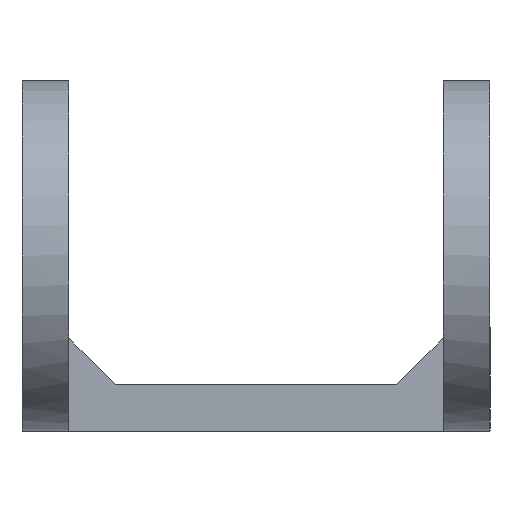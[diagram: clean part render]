
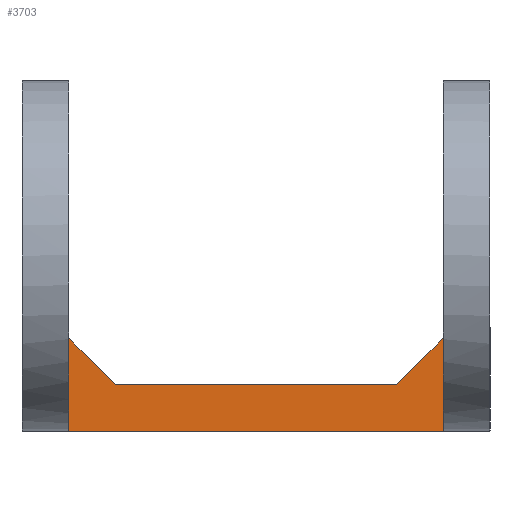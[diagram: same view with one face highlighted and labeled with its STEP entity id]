
A CAD part, left-side view. The second image highlights one B-rep face of the part: STEP entity #3703.
In plain terms, the highlighted planar face has unit normal (-1, 0, 0).
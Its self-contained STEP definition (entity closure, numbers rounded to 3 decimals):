
#619 = VERTEX_POINT('',#620);
#620 = CARTESIAN_POINT('',(-12.5,-8.,4.));
#634 = PLANE('',#635);
#635 = AXIS2_PLACEMENT_3D('',#636,#637,#638);
#636 = CARTESIAN_POINT('',(18.01,-7.,3.));
#637 = DIRECTION('',(0.,-0.707,-0.707)
  );
#638 = DIRECTION('',(-1.,0.,0.));
#1413 = PLANE('',#1414);
#1414 = AXIS2_PLACEMENT_3D('',#1415,#1416,#1417);
#1415 = CARTESIAN_POINT('',(-20.,10.,0.));
#1416 = DIRECTION('',(0.,0.,1.));
#1417 = DIRECTION('',(1.,0.,0.));
#1534 = PLANE('',#1535);
#1535 = AXIS2_PLACEMENT_3D('',#1536,#1537,#1538);
#1536 = CARTESIAN_POINT('',(-20.,10.,2.));
#1537 = DIRECTION('',(0.,0.,1.));
#1538 = DIRECTION('',(1.,0.,0.));
#1725 = PLANE('',#1726);
#1726 = AXIS2_PLACEMENT_3D('',#1727,#1728,#1729);
#1727 = CARTESIAN_POINT('',(-32.5,-8.,0.));
#1728 = DIRECTION('',(0.,1.,0.));
#1729 = DIRECTION('',(1.,0.,0.));
#1829 = EDGE_CURVE('',#619,#1830,#1832,.T.);
#1830 = VERTEX_POINT('',#1831);
#1831 = CARTESIAN_POINT('',(-12.5,-6.,2.));
#1832 = SURFACE_CURVE('',#1833,(#1837,#1843),.PCURVE_S1.);
#1833 = LINE('',#1834,#1835);
#1834 = CARTESIAN_POINT('',(-12.5,-6.5,2.5));
#1835 = VECTOR('',#1836,1.);
#1836 = DIRECTION('',(0.,0.707,-0.707));
#1837 = PCURVE('',#634,#1838);
#1838 = DEFINITIONAL_REPRESENTATION('',(#1839),#1842);
#1839 = B_SPLINE_CURVE_WITH_KNOTS('',1,(#1840,#1841),.UNSPECIFIED.,.F.,
  .F.,(2,2),(-2.404,0.99),.PIECEWISE_BEZIER_KNOTS.);
#1840 = CARTESIAN_POINT('',(30.51,-1.697));
#1841 = CARTESIAN_POINT('',(30.51,1.697));
#1842 = ( GEOMETRIC_REPRESENTATION_CONTEXT(2) 
PARAMETRIC_REPRESENTATION_CONTEXT() REPRESENTATION_CONTEXT('2D SPACE',''
  ) );
#1843 = PCURVE('',#1844,#1849);
#1844 = PLANE('',#1845);
#1845 = AXIS2_PLACEMENT_3D('',#1846,#1847,#1848);
#1846 = CARTESIAN_POINT('',(-12.5,-8.,0.));
#1847 = DIRECTION('',(-1.,0.,0.));
#1848 = DIRECTION('',(0.,1.,0.));
#1849 = DEFINITIONAL_REPRESENTATION('',(#1850),#1853);
#1850 = B_SPLINE_CURVE_WITH_KNOTS('',1,(#1851,#1852),.UNSPECIFIED.,.F.,
  .F.,(2,2),(-2.404,0.99),.PIECEWISE_BEZIER_KNOTS.);
#1851 = CARTESIAN_POINT('',(-0.2,-4.2));
#1852 = CARTESIAN_POINT('',(2.2,-1.8));
#1853 = ( GEOMETRIC_REPRESENTATION_CONTEXT(2) 
PARAMETRIC_REPRESENTATION_CONTEXT() REPRESENTATION_CONTEXT('2D SPACE',''
  ) );
#3014 = VERTEX_POINT('',#3015);
#3015 = CARTESIAN_POINT('',(-12.5,8.,0.));
#3041 = EDGE_CURVE('',#3042,#3014,#3044,.T.);
#3042 = VERTEX_POINT('',#3043);
#3043 = CARTESIAN_POINT('',(-12.5,-8.,0.));
#3044 = SURFACE_CURVE('',#3045,(#3049,#3056),.PCURVE_S1.);
#3045 = LINE('',#3046,#3047);
#3046 = CARTESIAN_POINT('',(-12.5,-8.,0.));
#3047 = VECTOR('',#3048,1.);
#3048 = DIRECTION('',(0.,1.,0.));
#3049 = PCURVE('',#1413,#3050);
#3050 = DEFINITIONAL_REPRESENTATION('',(#3051),#3055);
#3051 = LINE('',#3052,#3053);
#3052 = CARTESIAN_POINT('',(7.5,-18.));
#3053 = VECTOR('',#3054,1.);
#3054 = DIRECTION('',(0.,1.));
#3055 = ( GEOMETRIC_REPRESENTATION_CONTEXT(2) 
PARAMETRIC_REPRESENTATION_CONTEXT() REPRESENTATION_CONTEXT('2D SPACE',''
  ) );
#3056 = PCURVE('',#1844,#3057);
#3057 = DEFINITIONAL_REPRESENTATION('',(#3058),#3062);
#3058 = LINE('',#3059,#3060);
#3059 = CARTESIAN_POINT('',(0.,0.));
#3060 = VECTOR('',#3061,1.);
#3061 = DIRECTION('',(1.,0.));
#3062 = ( GEOMETRIC_REPRESENTATION_CONTEXT(2) 
PARAMETRIC_REPRESENTATION_CONTEXT() REPRESENTATION_CONTEXT('2D SPACE',''
  ) );
#3382 = VERTEX_POINT('',#3383);
#3383 = CARTESIAN_POINT('',(-12.5,6.,2.));
#3399 = PLANE('',#3400);
#3400 = AXIS2_PLACEMENT_3D('',#3401,#3402,#3403);
#3401 = CARTESIAN_POINT('',(-18.01,7.,3.));
#3402 = DIRECTION('',(0.,0.707,-0.707
    ));
#3403 = DIRECTION('',(-1.,0.,0.));
#3411 = EDGE_CURVE('',#3382,#1830,#3412,.T.);
#3412 = SURFACE_CURVE('',#3413,(#3417,#3423),.PCURVE_S1.);
#3413 = LINE('',#3414,#3415);
#3414 = CARTESIAN_POINT('',(-12.5,1.,2.));
#3415 = VECTOR('',#3416,1.);
#3416 = DIRECTION('',(0.,-1.,0.));
#3417 = PCURVE('',#1534,#3418);
#3418 = DEFINITIONAL_REPRESENTATION('',(#3419),#3422);
#3419 = B_SPLINE_CURVE_WITH_KNOTS('',1,(#3420,#3421),.UNSPECIFIED.,.F.,
  .F.,(2,2),(-6.2,8.2),.PIECEWISE_BEZIER_KNOTS.);
#3420 = CARTESIAN_POINT('',(7.5,-2.8));
#3421 = CARTESIAN_POINT('',(7.5,-17.2));
#3422 = ( GEOMETRIC_REPRESENTATION_CONTEXT(2) 
PARAMETRIC_REPRESENTATION_CONTEXT() REPRESENTATION_CONTEXT('2D SPACE',''
  ) );
#3423 = PCURVE('',#1844,#3424);
#3424 = DEFINITIONAL_REPRESENTATION('',(#3425),#3428);
#3425 = B_SPLINE_CURVE_WITH_KNOTS('',1,(#3426,#3427),.UNSPECIFIED.,.F.,
  .F.,(2,2),(-6.2,8.2),.PIECEWISE_BEZIER_KNOTS.);
#3426 = CARTESIAN_POINT('',(15.2,-2.));
#3427 = CARTESIAN_POINT('',(0.8,-2.));
#3428 = ( GEOMETRIC_REPRESENTATION_CONTEXT(2) 
PARAMETRIC_REPRESENTATION_CONTEXT() REPRESENTATION_CONTEXT('2D SPACE',''
  ) );
#3683 = EDGE_CURVE('',#3042,#619,#3684,.T.);
#3684 = SURFACE_CURVE('',#3685,(#3689,#3696),.PCURVE_S1.);
#3685 = LINE('',#3686,#3687);
#3686 = CARTESIAN_POINT('',(-12.5,-8.,0.));
#3687 = VECTOR('',#3688,1.);
#3688 = DIRECTION('',(0.,0.,1.));
#3689 = PCURVE('',#1725,#3690);
#3690 = DEFINITIONAL_REPRESENTATION('',(#3691),#3695);
#3691 = LINE('',#3692,#3693);
#3692 = CARTESIAN_POINT('',(20.,0.));
#3693 = VECTOR('',#3694,1.);
#3694 = DIRECTION('',(0.,-1.));
#3695 = ( GEOMETRIC_REPRESENTATION_CONTEXT(2) 
PARAMETRIC_REPRESENTATION_CONTEXT() REPRESENTATION_CONTEXT('2D SPACE',''
  ) );
#3696 = PCURVE('',#1844,#3697);
#3697 = DEFINITIONAL_REPRESENTATION('',(#3698),#3702);
#3698 = LINE('',#3699,#3700);
#3699 = CARTESIAN_POINT('',(0.,0.));
#3700 = VECTOR('',#3701,1.);
#3701 = DIRECTION('',(0.,-1.));
#3702 = ( GEOMETRIC_REPRESENTATION_CONTEXT(2) 
PARAMETRIC_REPRESENTATION_CONTEXT() REPRESENTATION_CONTEXT('2D SPACE',''
  ) );
#3703 = ADVANCED_FACE('',(#3704),#1844,.T.);
#3704 = FACE_BOUND('',#3705,.T.);
#3705 = EDGE_LOOP('',(#3706,#3707,#3708,#3709,#3710,#3731));
#3706 = ORIENTED_EDGE('',*,*,#3041,.F.);
#3707 = ORIENTED_EDGE('',*,*,#3683,.T.);
#3708 = ORIENTED_EDGE('',*,*,#1829,.T.);
#3709 = ORIENTED_EDGE('',*,*,#3411,.F.);
#3710 = ORIENTED_EDGE('',*,*,#3711,.F.);
#3711 = EDGE_CURVE('',#3712,#3382,#3714,.T.);
#3712 = VERTEX_POINT('',#3713);
#3713 = CARTESIAN_POINT('',(-12.5,8.,4.));
#3714 = SURFACE_CURVE('',#3715,(#3719,#3725),.PCURVE_S1.);
#3715 = LINE('',#3716,#3717);
#3716 = CARTESIAN_POINT('',(-12.5,2.5,-1.5));
#3717 = VECTOR('',#3718,1.);
#3718 = DIRECTION('',(0.,-0.707,-0.707));
#3719 = PCURVE('',#1844,#3720);
#3720 = DEFINITIONAL_REPRESENTATION('',(#3721),#3724);
#3721 = B_SPLINE_CURVE_WITH_KNOTS('',1,(#3722,#3723),.UNSPECIFIED.,.F.,
  .F.,(2,2),(-8.061,-4.667),.PIECEWISE_BEZIER_KNOTS.);
#3722 = CARTESIAN_POINT('',(16.2,-4.2));
#3723 = CARTESIAN_POINT('',(13.8,-1.8));
#3724 = ( GEOMETRIC_REPRESENTATION_CONTEXT(2) 
PARAMETRIC_REPRESENTATION_CONTEXT() REPRESENTATION_CONTEXT('2D SPACE',''
  ) );
#3725 = PCURVE('',#3399,#3726);
#3726 = DEFINITIONAL_REPRESENTATION('',(#3727),#3730);
#3727 = B_SPLINE_CURVE_WITH_KNOTS('',1,(#3728,#3729),.UNSPECIFIED.,.F.,
  .F.,(2,2),(-8.061,-4.667),.PIECEWISE_BEZIER_KNOTS.);
#3728 = CARTESIAN_POINT('',(-5.51,1.697));
#3729 = CARTESIAN_POINT('',(-5.51,-1.697));
#3730 = ( GEOMETRIC_REPRESENTATION_CONTEXT(2) 
PARAMETRIC_REPRESENTATION_CONTEXT() REPRESENTATION_CONTEXT('2D SPACE',''
  ) );
#3731 = ORIENTED_EDGE('',*,*,#3732,.F.);
#3732 = EDGE_CURVE('',#3014,#3712,#3733,.T.);
#3733 = SURFACE_CURVE('',#3734,(#3738,#3745),.PCURVE_S1.);
#3734 = LINE('',#3735,#3736);
#3735 = CARTESIAN_POINT('',(-12.5,8.,0.));
#3736 = VECTOR('',#3737,1.);
#3737 = DIRECTION('',(0.,0.,1.));
#3738 = PCURVE('',#1844,#3739);
#3739 = DEFINITIONAL_REPRESENTATION('',(#3740),#3744);
#3740 = LINE('',#3741,#3742);
#3741 = CARTESIAN_POINT('',(16.,0.));
#3742 = VECTOR('',#3743,1.);
#3743 = DIRECTION('',(0.,-1.));
#3744 = ( GEOMETRIC_REPRESENTATION_CONTEXT(2) 
PARAMETRIC_REPRESENTATION_CONTEXT() REPRESENTATION_CONTEXT('2D SPACE',''
  ) );
#3745 = PCURVE('',#3746,#3751);
#3746 = PLANE('',#3747);
#3747 = AXIS2_PLACEMENT_3D('',#3748,#3749,#3750);
#3748 = CARTESIAN_POINT('',(-12.5,8.,0.));
#3749 = DIRECTION('',(0.,-1.,0.));
#3750 = DIRECTION('',(-1.,0.,0.));
#3751 = DEFINITIONAL_REPRESENTATION('',(#3752),#3756);
#3752 = LINE('',#3753,#3754);
#3753 = CARTESIAN_POINT('',(0.,0.));
#3754 = VECTOR('',#3755,1.);
#3755 = DIRECTION('',(0.,-1.));
#3756 = ( GEOMETRIC_REPRESENTATION_CONTEXT(2) 
PARAMETRIC_REPRESENTATION_CONTEXT() REPRESENTATION_CONTEXT('2D SPACE',''
  ) );
